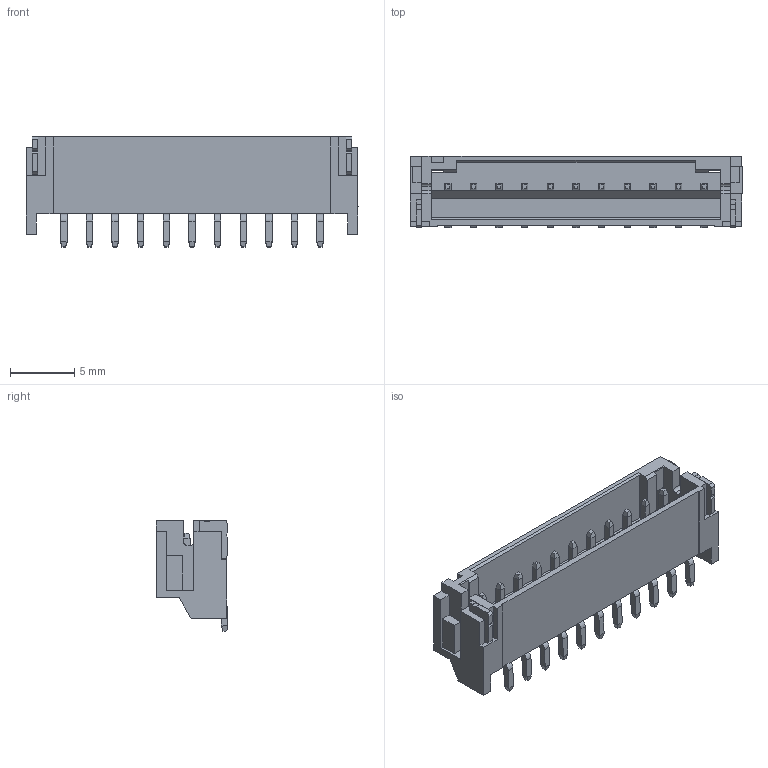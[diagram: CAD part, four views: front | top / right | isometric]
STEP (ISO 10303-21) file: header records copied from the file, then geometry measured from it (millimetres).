
FILE_DESCRIPTION (( 'STEP AP214' ), '1' );
FILE_NAME ('SxBwhite11.STEP', '2023-10-23T15:29:16', ( '' ), ( '' ), 'SwSTEP 2.0', 'SolidWorks 2021', '' );
FILE_SCHEMA (( 'AUTOMOTIVE_DESIGN' ));
Length unit declared in the file: millimetre
Products named in the file (2): SxB-PH-SM4-TB white_11; SxBwhite11
Assembly tree (1 placements, depth 2):
  SxBwhite11
    SxB-PH-SM4-TB white_11
Bounding box: 25.9 x 5.6 x 8.6 mm (x, y, z)
Volume: 413.5 mm3; surface area: 1260.4 mm2
Topology: 14 solids, 14 shells, 391 faces, 1011 edges, 644 vertices
Faces by surface type: plane 354, cylinder 37
Entity records: 11854 total; most frequent: CARTESIAN_POINT 2050, ORIENTED_EDGE 2022, DIRECTION 1875, EDGE_CURVE 1011, LINE 937, VECTOR 937, VERTEX_POINT 644, AXIS2_PLACEMENT_3D 469
